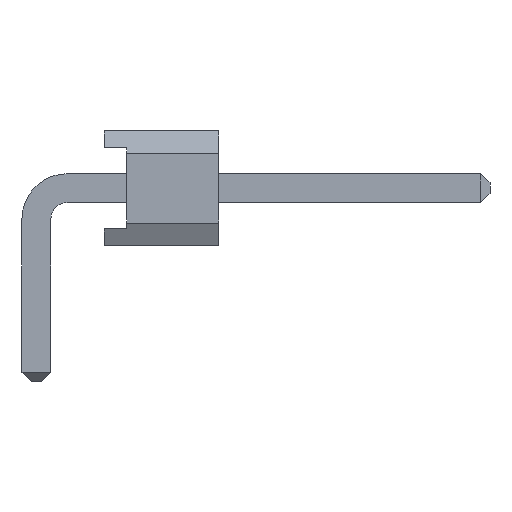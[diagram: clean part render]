
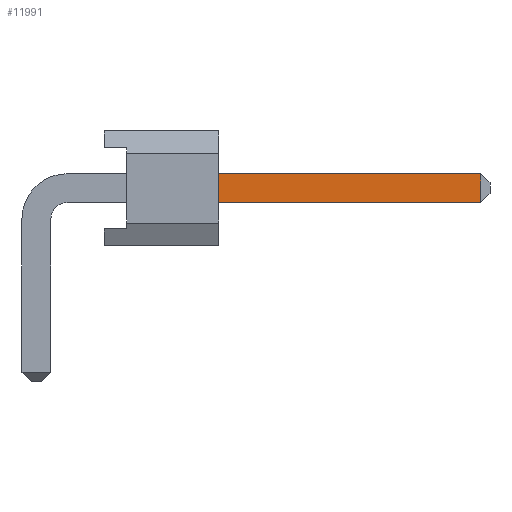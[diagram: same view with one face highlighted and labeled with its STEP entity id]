
A CAD part, front view. The second image highlights one B-rep face of the part: STEP entity #11991.
In plain terms, the highlighted face is planar.
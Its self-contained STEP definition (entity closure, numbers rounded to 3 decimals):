
#1174=ORIENTED_EDGE('',*,*,#3105,.F.);
#1175=ORIENTED_EDGE('',*,*,#3177,.T.);
#1176=ORIENTED_EDGE('',*,*,#3170,.T.);
#1177=ORIENTED_EDGE('',*,*,#3174,.T.);
#3105=EDGE_CURVE('',#4189,#4186,#5125,.T.);
#3170=EDGE_CURVE('',#4253,#4252,#5190,.T.);
#3174=EDGE_CURVE('',#4252,#4186,#5194,.T.);
#3177=EDGE_CURVE('',#4189,#4253,#5197,.T.);
#4186=VERTEX_POINT('',#16170);
#4189=VERTEX_POINT('',#16175);
#4252=VERTEX_POINT('',#16306);
#4253=VERTEX_POINT('',#16308);
#5125=LINE('',#16176,#6301);
#5190=LINE('',#16307,#6366);
#5194=LINE('',#16315,#6370);
#5197=LINE('',#16319,#6373);
#6301=VECTOR('',#13695,1000.);
#6366=VECTOR('',#13766,1000.);
#6370=VECTOR('',#13776,1000.);
#6373=VECTOR('',#13781,1000.);
#7149=EDGE_LOOP('',(#1174,#1175,#1176,#1177));
#7663=FACE_BOUND('',#7149,.T.);
#8147=PLANE('',#12482);
#11991=ADVANCED_FACE('',(#7663),#8147,.F.);
#12482=AXIS2_PLACEMENT_3D('',#16320,#13782,#13783);
#13695=DIRECTION('',(0.,-1.,0.));
#13766=DIRECTION('',(0.,-1.,0.));
#13776=DIRECTION('',(0.,0.,-1.));
#13781=DIRECTION('',(0.,0.,1.));
#13782=DIRECTION('',(-1.,0.,0.));
#13783=DIRECTION('',(0.,0.,1.));
#16170=CARTESIAN_POINT('',(18.1,-0.32,1.27));
#16175=CARTESIAN_POINT('',(18.1,0.32,1.27));
#16176=CARTESIAN_POINT('',(18.1,0.32,1.27));
#16306=CARTESIAN_POINT('',(18.1,-0.32,7.07));
#16307=CARTESIAN_POINT('',(18.1,0.68,7.07));
#16308=CARTESIAN_POINT('',(18.1,0.32,7.07));
#16315=CARTESIAN_POINT('',(18.1,-0.32,-2.09));
#16319=CARTESIAN_POINT('',(18.1,0.32,-2.09));
#16320=CARTESIAN_POINT('',(18.1,0.68,-2.09));
